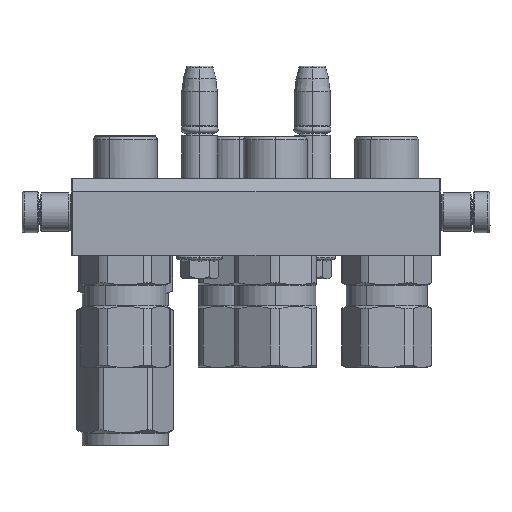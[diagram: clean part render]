
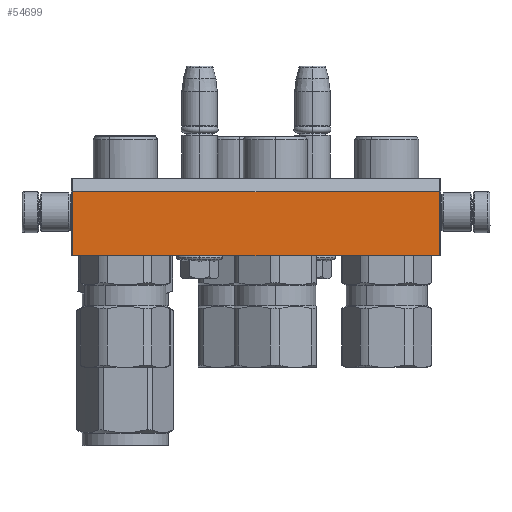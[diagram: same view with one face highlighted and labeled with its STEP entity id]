
A CAD part, left-side view. The second image highlights one B-rep face of the part: STEP entity #54699.
In plain terms, the highlighted face is planar.
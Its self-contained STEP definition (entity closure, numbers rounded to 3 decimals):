
#2352 = CARTESIAN_POINT ( 'NONE',  ( 143.5, 30., -90. ) ) ;
#4529 = DIRECTION ( 'NONE',  ( 0., 1., 0. ) ) ;
#5198 = EDGE_LOOP ( 'NONE', ( #49484, #42543, #38432, #6593 ) ) ;
#6593 = ORIENTED_EDGE ( 'NONE', *, *, #39873, .T. ) ;
#6650 = DIRECTION ( 'NONE',  ( 0., 0., -1. ) ) ;
#6822 = VERTEX_POINT ( 'NONE', #45870 ) ;
#6887 = PLANE ( 'NONE',  #54011 ) ;
#6985 = EDGE_CURVE ( 'NONE', #30688, #65096, #50671, .T. ) ;
#8120 = CARTESIAN_POINT ( 'NONE',  ( 144., 0., -90. ) ) ;
#8190 = DIRECTION ( 'NONE',  ( -1., 0., 0. ) ) ;
#8293 = FACE_OUTER_BOUND ( 'NONE', #5198, .T. ) ;
#14240 = CARTESIAN_POINT ( 'NONE',  ( 143.5, 30., -90. ) ) ;
#14279 = VERTEX_POINT ( 'NONE', #14240 ) ;
#14703 = EDGE_CURVE ( 'NONE', #30688, #14279, #48419, .T. ) ;
#17914 = VECTOR ( 'NONE', #52107, 1000. ) ;
#23140 = DIRECTION ( 'NONE',  ( -1., 0., 0. ) ) ;
#27556 = CARTESIAN_POINT ( 'NONE',  ( 0.5, 5., -90. ) ) ;
#30688 = VERTEX_POINT ( 'NONE', #62403 ) ;
#35556 = CARTESIAN_POINT ( 'NONE',  ( 143.5, 5., -90. ) ) ;
#35875 = VECTOR ( 'NONE', #8190, 1000. ) ;
#36131 = CARTESIAN_POINT ( 'NONE',  ( 143.5, 5., -90. ) ) ;
#38432 = ORIENTED_EDGE ( 'NONE', *, *, #6985, .T. ) ;
#39169 = CARTESIAN_POINT ( 'NONE',  ( 0.5, 5., -90. ) ) ;
#39873 = EDGE_CURVE ( 'NONE', #65096, #6822, #42418, .T. ) ;
#40889 = LINE ( 'NONE', #2352, #59176 ) ;
#41232 = DIRECTION ( 'NONE',  ( -1., 0., 0. ) ) ;
#42418 = LINE ( 'NONE', #27556, #69336 ) ;
#42543 = ORIENTED_EDGE ( 'NONE', *, *, #14703, .F. ) ;
#45870 = CARTESIAN_POINT ( 'NONE',  ( 0.5, 30., -90. ) ) ;
#48419 = LINE ( 'NONE', #35556, #17914 ) ;
#49484 = ORIENTED_EDGE ( 'NONE', *, *, #68016, .F. ) ;
#50671 = LINE ( 'NONE', #36131, #35875 ) ;
#52107 = DIRECTION ( 'NONE',  ( 0., 1., 0. ) ) ;
#54011 = AXIS2_PLACEMENT_3D ( 'NONE', #8120, #6650, #23140 ) ;
#54699 = ADVANCED_FACE ( 'NONE', ( #8293 ), #6887, .T. ) ;
#59176 = VECTOR ( 'NONE', #41232, 1000. ) ;
#62403 = CARTESIAN_POINT ( 'NONE',  ( 143.5, 5., -90. ) ) ;
#65096 = VERTEX_POINT ( 'NONE', #39169 ) ;
#68016 = EDGE_CURVE ( 'NONE', #14279, #6822, #40889, .T. ) ;
#69336 = VECTOR ( 'NONE', #4529, 1000. ) ;
